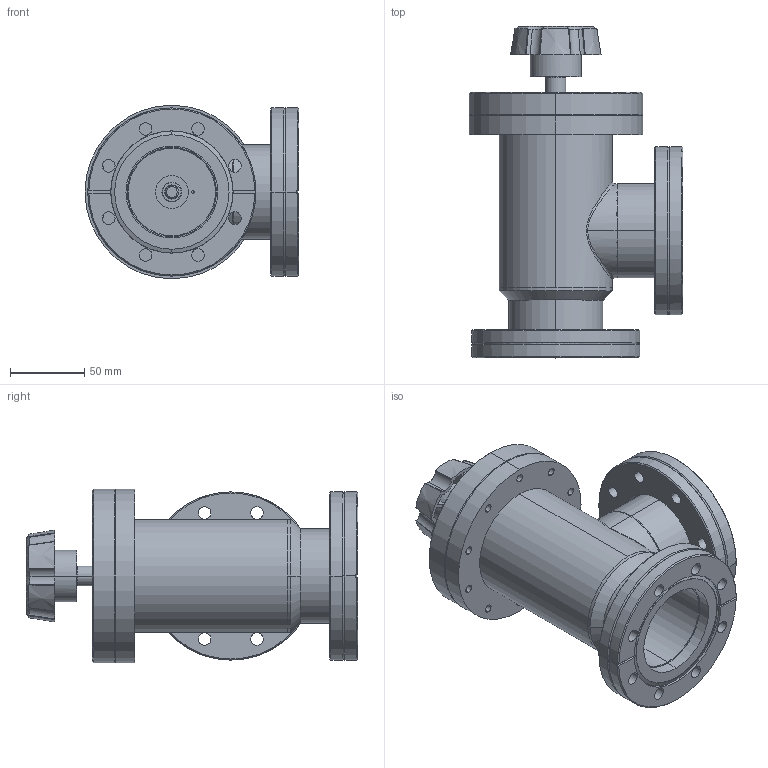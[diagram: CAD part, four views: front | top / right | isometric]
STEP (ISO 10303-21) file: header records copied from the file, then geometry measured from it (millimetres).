
FILE_DESCRIPTION (( 'STEP AP214' ), '1' );
FILE_NAME ('MA-250-H-CF_MANUAL_ANGLE_VALVE.STEP', '2020-05-15T05:00:46', ( 'admin' ), ( 'Microsoft' ), 'SwSTEP 2.0', 'SolidWorks 2016', '' );
FILE_SCHEMA (( 'AUTOMOTIVE_DESIGN' ));
Length unit declared in the file: inch
Products named in the file (1): MA-250-H-CF_MANUAL_ANGLE_VALVE
Bounding box: 144.26 x 223.88 x 117.07 mm (x, y, z)
Volume: 586119.7 mm3; surface area: 246039.5 mm2
Topology: 13 solids, 13 shells, 433 faces, 1094 edges, 714 vertices
Faces by surface type: cylinder 218, plane 101, cone 92, bspline 22
Entity records: 16481 total; most frequent: CARTESIAN_POINT 5682, DIRECTION 2244, ORIENTED_EDGE 2188, EDGE_CURVE 1094, AXIS2_PLACEMENT_3D 945, VERTEX_POINT 714, EDGE_LOOP 558, CIRCLE 533
